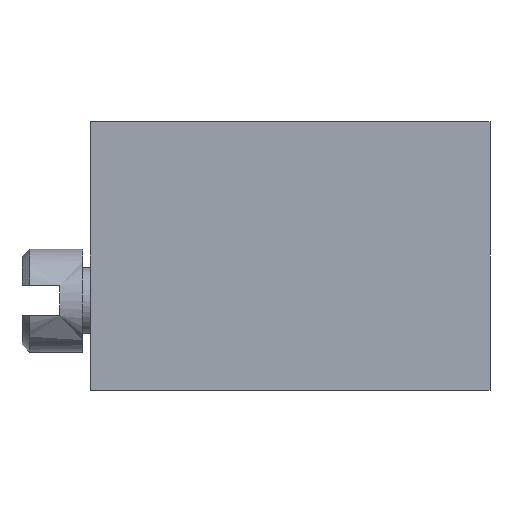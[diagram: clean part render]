
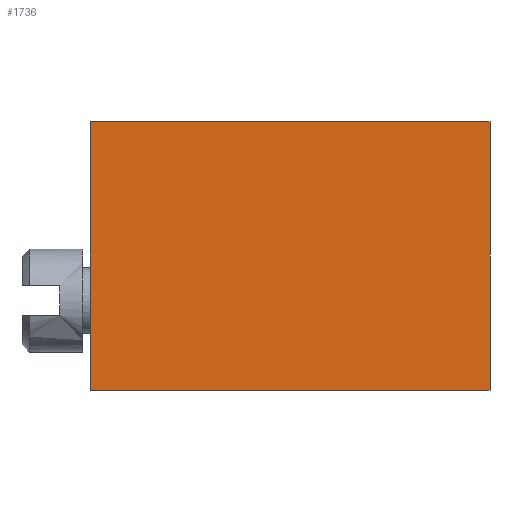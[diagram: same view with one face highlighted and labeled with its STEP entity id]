
A CAD part, left-side view. The second image highlights one B-rep face of the part: STEP entity #1736.
In plain terms, the highlighted free-form (B-spline) face has degree [1, 1] with [2, 2] control points.
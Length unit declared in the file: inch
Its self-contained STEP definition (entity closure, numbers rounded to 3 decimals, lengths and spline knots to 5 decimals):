
#29=DIRECTION('',(0.,-1.,0.));
#30=VECTOR('',#29,0.264);
#31=CARTESIAN_POINT('',(-0.224,0.132,0.));
#32=LINE('',#31,#30);
#365=DIRECTION('',(0.,-1.,0.));
#366=VECTOR('',#365,0.264);
#367=CARTESIAN_POINT('',(-0.224,0.132,0.177));
#368=LINE('',#367,#366);
#519=DIRECTION('',(0.,0.,1.));
#520=VECTOR('',#519,0.177);
#521=CARTESIAN_POINT('',(-0.224,-0.132,0.));
#522=LINE('',#521,#520);
#526=DIRECTION('',(0.,0.,1.));
#527=VECTOR('',#526,0.177);
#528=CARTESIAN_POINT('',(-0.224,0.132,0.));
#529=LINE('',#528,#527);
#1086=CARTESIAN_POINT('',(-0.224,0.132,0.));
#1087=CARTESIAN_POINT('',(-0.224,-0.132,0.));
#1088=VERTEX_POINT('',#1086);
#1089=VERTEX_POINT('',#1087);
#1090=CARTESIAN_POINT('',(-0.224,0.132,0.177));
#1091=CARTESIAN_POINT('',(-0.224,-0.132,0.177));
#1092=VERTEX_POINT('',#1090);
#1093=VERTEX_POINT('',#1091);
#1724=CARTESIAN_POINT('',(-0.224,0.13728,-0.00354));
#1725=CARTESIAN_POINT('',(-0.224,0.13728,0.18054));
#1726=CARTESIAN_POINT('',(-0.224,-0.13728,-0.00354));
#1727=CARTESIAN_POINT('',(-0.224,-0.13728,0.18054));
#1728=B_SPLINE_SURFACE_WITH_KNOTS('',1,1,((#1724,#1725),(#1726,#1727)),
.UNSPECIFIED.,.F.,.F.,.F.,(2,2),(2,2),(-0.00528,0.26928),(-0.00354,0.18054),
.UNSPECIFIED.);
#1729=ORIENTED_EDGE('',*,*,#1301,.F.);
#1731=ORIENTED_EDGE('',*,*,#1730,.T.);
#1732=ORIENTED_EDGE('',*,*,#1575,.T.);
#1733=ORIENTED_EDGE('',*,*,#1719,.F.);
#1734=EDGE_LOOP('',(#1729,#1731,#1732,#1733));
#1735=FACE_OUTER_BOUND('',#1734,.F.);
#1736=ADVANCED_FACE('',(#1735),#1728,.T.);
#1301=EDGE_CURVE('',#1088,#1089,#32,.T.);
#1575=EDGE_CURVE('',#1092,#1093,#368,.T.);
#1719=EDGE_CURVE('',#1089,#1093,#522,.T.);
#1730=EDGE_CURVE('',#1088,#1092,#529,.T.);
